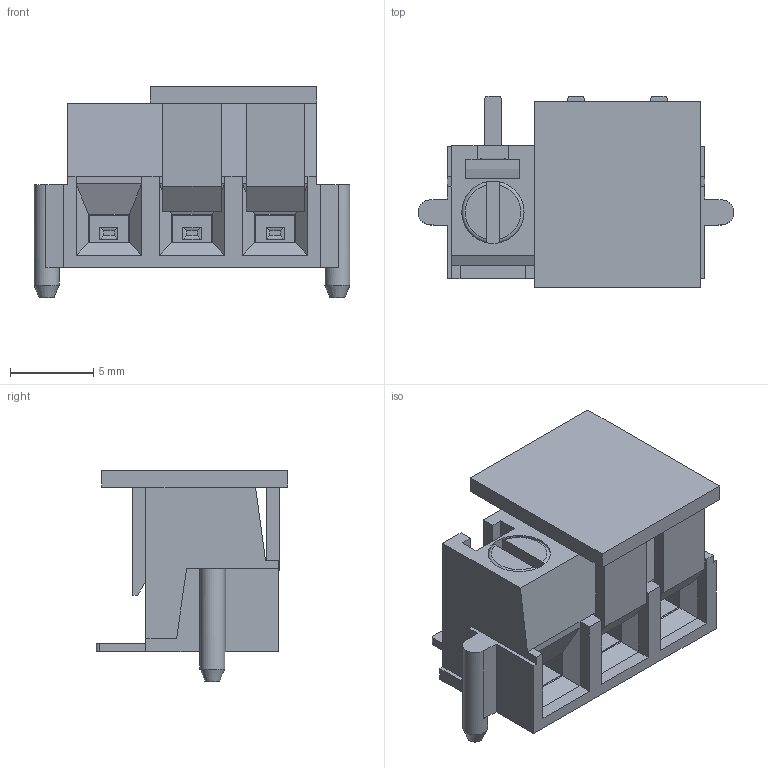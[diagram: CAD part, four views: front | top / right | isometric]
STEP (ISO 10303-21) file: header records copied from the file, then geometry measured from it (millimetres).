
FILE_DESCRIPTION(/* description */ ('Unknown'),/* implementation_level */ '2;1');
FILE_NAME(/* name */ '691709710303',/* time_stamp */ '2016-02-25T09:21:50+01:00',/* author */ ('Unknown'),/* organization */ ('Unknown'),/* preprocessor_version */ 'ST-DEVELOPER v16',/* originating_system */ 'DEX',/* authorisation */ $);
FILE_SCHEMA (('AUTOMOTIVE_DESIGN {1 0 10303 214 3 1 1}'));
Length unit declared in the file: millimetre
Products named in the file (6): 6917097103xx; 691709710303; 6917097103xx_CAGE; 6917097103xx_PIN; 6917097103xx_VIS; 6917097103xx_PAD
Assembly tree (11 placements, depth 2):
  6917097103xx
    691709710303
    6917097103xx_CAGE  x3
    6917097103xx_PIN  x3
    6917097103xx_VIS  x3
    6917097103xx_PAD
Bounding box: 19 x 11.55 x 12.7 mm (x, y, z)
Volume: 979.8 mm3; surface area: 2653.7 mm2
Topology: 11 solids, 11 shells, 389 faces, 1017 edges, 654 vertices
Faces by surface type: plane 292, cylinder 74, torus 9, cone 8, bspline 6
Full cylindrical faces by diameter (mm): 1.5 x2, 2.4 x3, 2.9 x3, 3.75 x6
Entity records: 8238 total; most frequent: CARTESIAN_POINT 1532, ORIENTED_EDGE 1332, DIRECTION 1254, EDGE_CURVE 666, LINE 596, VECTOR 596, VERTEX_POINT 432, AXIS2_PLACEMENT_3D 329
